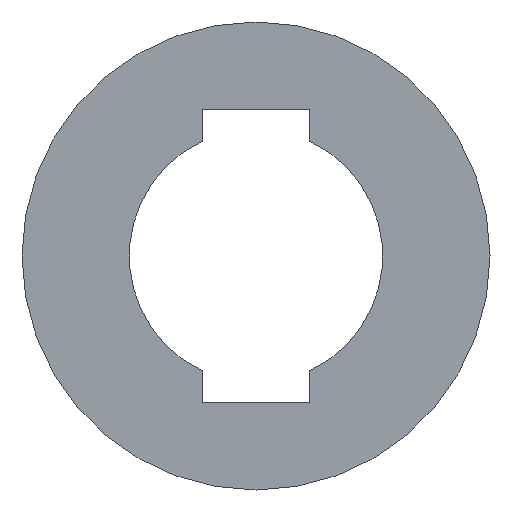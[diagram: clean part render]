
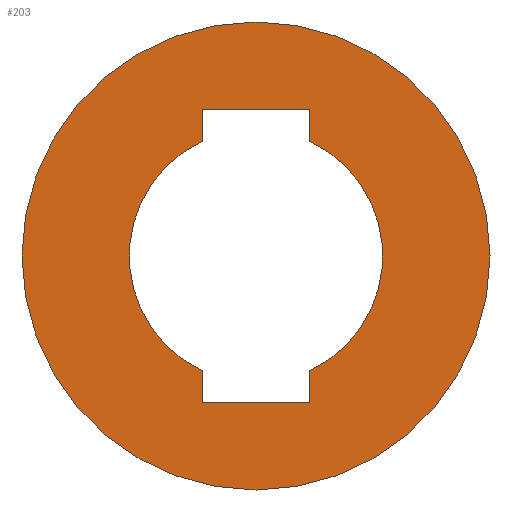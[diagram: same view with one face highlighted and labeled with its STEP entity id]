
A CAD part, front view. The second image highlights one B-rep face of the part: STEP entity #203.
In plain terms, the highlighted planar face has unit normal (0, -1, 0).
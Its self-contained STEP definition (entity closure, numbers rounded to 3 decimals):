
#24 = EDGE_CURVE ( 'NONE', #245, #29, #384, .T. ) ;
#29 = VERTEX_POINT ( 'NONE', #380 ) ;
#32 = VERTEX_POINT ( 'NONE', #448 ) ;
#107 = EDGE_CURVE ( 'NONE', #108, #109, #437, .T. ) ;
#108 = VERTEX_POINT ( 'NONE', #433 ) ;
#109 = VERTEX_POINT ( 'NONE', #432 ) ;
#113 = EDGE_CURVE ( 'NONE', #114, #130, #426, .T. ) ;
#114 = VERTEX_POINT ( 'NONE', #582 ) ;
#115 = ORIENTED_EDGE ( 'NONE', *, *, #116, .F. ) ;
#116 = EDGE_CURVE ( 'NONE', #117, #114, #530, .T. ) ;
#117 = VERTEX_POINT ( 'NONE', #626 ) ;
#118 = ORIENTED_EDGE ( 'NONE', *, *, #119, .F. ) ;
#119 = EDGE_CURVE ( 'NONE', #245, #117, #616, .T. ) ;
#120 = ORIENTED_EDGE ( 'NONE', *, *, #24, .T. ) ;
#121 = ORIENTED_EDGE ( 'NONE', *, *, #151, .F. ) ;
#130 = VERTEX_POINT ( 'NONE', #508 ) ;
#133 = EDGE_CURVE ( 'NONE', #32, #130, #579, .T. ) ;
#151 = EDGE_CURVE ( 'NONE', #152, #29, #516, .T. ) ;
#152 = VERTEX_POINT ( 'NONE', #613 ) ;
#153 = ORIENTED_EDGE ( 'NONE', *, *, #154, .F. ) ;
#154 = EDGE_CURVE ( 'NONE', #155, #152, #612, .T. ) ;
#155 = VERTEX_POINT ( 'NONE', #629 ) ;
#156 = ORIENTED_EDGE ( 'NONE', *, *, #157, .F. ) ;
#157 = EDGE_CURVE ( 'NONE', #32, #155, #623, .T. ) ;
#163 = ORIENTED_EDGE ( 'NONE', *, *, #164, .F. ) ;
#164 = EDGE_CURVE ( 'NONE', #109, #108, #587, .T. ) ;
#165 = EDGE_LOOP ( 'NONE', ( #166, #167, #115, #118, #120, #121, #153, #156 ) ) ;
#166 = ORIENTED_EDGE ( 'NONE', *, *, #133, .T. ) ;
#167 = ORIENTED_EDGE ( 'NONE', *, *, #113, .F. ) ;
#203 = ADVANCED_FACE ( 'NONE', ( #495, #494 ), #493, .F. ) ;
#204 = EDGE_LOOP ( 'NONE', ( #205, #163 ) ) ;
#205 = ORIENTED_EDGE ( 'NONE', *, *, #107, .F. ) ;
#245 = VERTEX_POINT ( 'NONE', #677 ) ;
#309 = DIRECTION ( 'NONE',  ( 0., 0., 1. ) ) ;
#310 = DIRECTION ( 'NONE',  ( 0., 1., 0. ) ) ;
#342 = CARTESIAN_POINT ( 'NONE',  ( 0., 0., 0. ) ) ;
#380 = CARTESIAN_POINT ( 'NONE',  ( 0.55, 0., -1.178 ) ) ;
#382 = CARTESIAN_POINT ( 'NONE',  ( 0., 0., 0. ) ) ;
#383 = AXIS2_PLACEMENT_3D ( 'NONE', #382, #310, #309 ) ;
#384 = CIRCLE ( 'NONE', #383, 1.3 ) ;
#423 = DIRECTION ( 'NONE',  ( 0., 0., -1. ) ) ;
#424 = VECTOR ( 'NONE', #423, 1000. ) ;
#425 = CARTESIAN_POINT ( 'NONE',  ( -0.55, 0., 1.5 ) ) ;
#426 = LINE ( 'NONE', #425, #424 ) ;
#432 = CARTESIAN_POINT ( 'NONE',  ( 0., 0., -2.4 ) ) ;
#433 = CARTESIAN_POINT ( 'NONE',  ( 0., 0., 2.4 ) ) ;
#434 = DIRECTION ( 'NONE',  ( 0., 0., 1. ) ) ;
#435 = DIRECTION ( 'NONE',  ( 0., 1., 0. ) ) ;
#436 = AXIS2_PLACEMENT_3D ( 'NONE', #342, #435, #434 ) ;
#437 = CIRCLE ( 'NONE', #436, 2.4 ) ;
#448 = CARTESIAN_POINT ( 'NONE',  ( -0.55, 0., -1.178 ) ) ;
#470 = DIRECTION ( 'NONE',  ( -1., 0., 0. ) ) ;
#488 = DIRECTION ( 'NONE',  ( 0., 0., 1. ) ) ;
#489 = DIRECTION ( 'NONE',  ( 0., 1., 0. ) ) ;
#490 = CARTESIAN_POINT ( 'NONE',  ( 1.3, 0., 0. ) ) ;
#492 = AXIS2_PLACEMENT_3D ( 'NONE', #490, #489, #488 ) ;
#493 = PLANE ( 'NONE',  #492 ) ;
#494 = FACE_BOUND ( 'NONE', #165, .T. ) ;
#495 = FACE_OUTER_BOUND ( 'NONE', #204, .T. ) ;
#508 = CARTESIAN_POINT ( 'NONE',  ( -0.55, 0., 1.178 ) ) ;
#511 = CARTESIAN_POINT ( 'NONE',  ( -0.55, 0., 1.5 ) ) ;
#512 = DIRECTION ( 'NONE',  ( 0., 0., 1. ) ) ;
#513 = DIRECTION ( 'NONE',  ( 0., 0., 1. ) ) ;
#514 = VECTOR ( 'NONE', #513, 1000. ) ;
#515 = CARTESIAN_POINT ( 'NONE',  ( 0.55, 0., 1.5 ) ) ;
#516 = LINE ( 'NONE', #515, #514 ) ;
#530 = LINE ( 'NONE', #511, #547 ) ;
#547 = VECTOR ( 'NONE', #470, 1000. ) ;
#570 = VECTOR ( 'NONE', #512, 1000. ) ;
#571 = CARTESIAN_POINT ( 'NONE',  ( 0., 0., 0. ) ) ;
#579 = CIRCLE ( 'NONE', #602, 1.3 ) ;
#582 = CARTESIAN_POINT ( 'NONE',  ( -0.55, 0., 1.5 ) ) ;
#583 = DIRECTION ( 'NONE',  ( 0., 0., 1. ) ) ;
#584 = DIRECTION ( 'NONE',  ( 0., 1., 0. ) ) ;
#585 = CARTESIAN_POINT ( 'NONE',  ( 0., 0., 0. ) ) ;
#586 = AXIS2_PLACEMENT_3D ( 'NONE', #585, #584, #583 ) ;
#587 = CIRCLE ( 'NONE', #586, 2.4 ) ;
#600 = DIRECTION ( 'NONE',  ( 0., 0., 1. ) ) ;
#601 = DIRECTION ( 'NONE',  ( 0., 1., 0. ) ) ;
#602 = AXIS2_PLACEMENT_3D ( 'NONE', #571, #601, #600 ) ;
#605 = CARTESIAN_POINT ( 'NONE',  ( 0.55, 0., 1.5 ) ) ;
#612 = LINE ( 'NONE', #632, #631 ) ;
#613 = CARTESIAN_POINT ( 'NONE',  ( 0.55, 0., -1.5 ) ) ;
#616 = LINE ( 'NONE', #605, #570 ) ;
#620 = DIRECTION ( 'NONE',  ( 0., 0., -1. ) ) ;
#621 = VECTOR ( 'NONE', #620, 1000. ) ;
#622 = CARTESIAN_POINT ( 'NONE',  ( -0.55, 0., 1.5 ) ) ;
#623 = LINE ( 'NONE', #622, #621 ) ;
#626 = CARTESIAN_POINT ( 'NONE',  ( 0.55, 0., 1.5 ) ) ;
#629 = CARTESIAN_POINT ( 'NONE',  ( -0.55, 0., -1.5 ) ) ;
#630 = DIRECTION ( 'NONE',  ( 1., 0., 0. ) ) ;
#631 = VECTOR ( 'NONE', #630, 1000. ) ;
#632 = CARTESIAN_POINT ( 'NONE',  ( -0.55, 0., -1.5 ) ) ;
#677 = CARTESIAN_POINT ( 'NONE',  ( 0.55, 0., 1.178 ) ) ;
